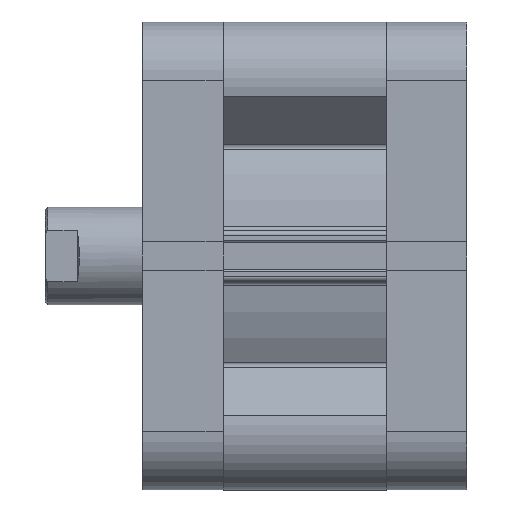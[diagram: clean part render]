
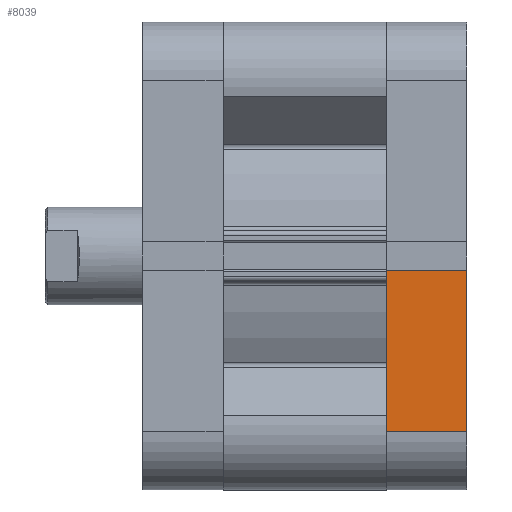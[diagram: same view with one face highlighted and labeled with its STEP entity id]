
A CAD part, front view. The second image highlights one B-rep face of the part: STEP entity #8039.
In plain terms, the highlighted planar face has unit normal (0, -1, 0).
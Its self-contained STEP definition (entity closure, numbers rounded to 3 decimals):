
#321 = DIRECTION ( 'NONE',  ( 1., 0., 0. ) ) ;
#322 = CARTESIAN_POINT ( 'NONE',  ( 17.5, -48., -36. ) ) ;
#382 = DIRECTION ( 'NONE',  ( 0., 0., 1. ) ) ;
#385 = DIRECTION ( 'NONE',  ( 1., 0., 0. ) ) ;
#388 = CARTESIAN_POINT ( 'NONE',  ( 1., -48., -105.741 ) ) ;
#389 = DIRECTION ( 'NONE',  ( 0., 0., -1. ) ) ;
#391 = CARTESIAN_POINT ( 'NONE',  ( -66.882, -48., -2.97 ) ) ;
#414 = CARTESIAN_POINT ( 'NONE',  ( 17.5, -48., -105.741 ) ) ;
#1483 = ORIENTED_EDGE ( 'NONE', *, *, #4091, .F. ) ;
#1587 = ORIENTED_EDGE ( 'NONE', *, *, #4092, .F. ) ;
#1598 = ORIENTED_EDGE ( 'NONE', *, *, #4109, .T. ) ;
#1608 = ORIENTED_EDGE ( 'NONE', *, *, #4090, .F. ) ;
#3065 = LINE ( 'NONE', #391, #3095 ) ;
#3081 = LINE ( 'NONE', #388, #3097 ) ;
#3085 = VECTOR ( 'NONE', #389, 1000. ) ;
#3093 = LINE ( 'NONE', #414, #3085 ) ;
#3095 = VECTOR ( 'NONE', #385, 1000. ) ;
#3097 = VECTOR ( 'NONE', #382, 1000. ) ;
#3120 = LINE ( 'NONE', #322, #3121 ) ;
#3121 = VECTOR ( 'NONE', #321, 1000. ) ;
#4090 = EDGE_CURVE ( 'NONE', #7798, #7856, #3093, .T. ) ;
#4091 = EDGE_CURVE ( 'NONE', #7865, #7798, #3065, .T. ) ;
#4092 = EDGE_CURVE ( 'NONE', #7778, #7865, #3081, .T. ) ;
#4109 = EDGE_CURVE ( 'NONE', #7778, #7856, #3120, .T. ) ;
#6087 = AXIS2_PLACEMENT_3D ( 'NONE', #10198, #10201, #10202 ) ;
#7778 = VERTEX_POINT ( 'NONE', #9664 ) ;
#7798 = VERTEX_POINT ( 'NONE', #9684 ) ;
#7856 = VERTEX_POINT ( 'NONE', #9742 ) ;
#7865 = VERTEX_POINT ( 'NONE', #9751 ) ;
#8039 = ADVANCED_FACE ( 'NONE', ( #8870 ), #10199, .T. ) ;
#8294 = EDGE_LOOP ( 'NONE', ( #1483, #1587, #1598, #1608 ) ) ;
#8870 = FACE_OUTER_BOUND ( 'NONE', #8294, .T. ) ;
#9664 = CARTESIAN_POINT ( 'NONE',  ( 1., -48., -36. ) ) ;
#9684 = CARTESIAN_POINT ( 'NONE',  ( 17.5, -48., -2.97 ) ) ;
#9742 = CARTESIAN_POINT ( 'NONE',  ( 17.5, -48., -36. ) ) ;
#9751 = CARTESIAN_POINT ( 'NONE',  ( 1., -48., -2.97 ) ) ;
#10198 = CARTESIAN_POINT ( 'NONE',  ( -66.882, -48., -105.741 ) ) ;
#10199 = PLANE ( 'NONE',  #6087 ) ;
#10201 = DIRECTION ( 'NONE',  ( 0., -1., 0. ) ) ;
#10202 = DIRECTION ( 'NONE',  ( 0., 0., -1. ) ) ;
